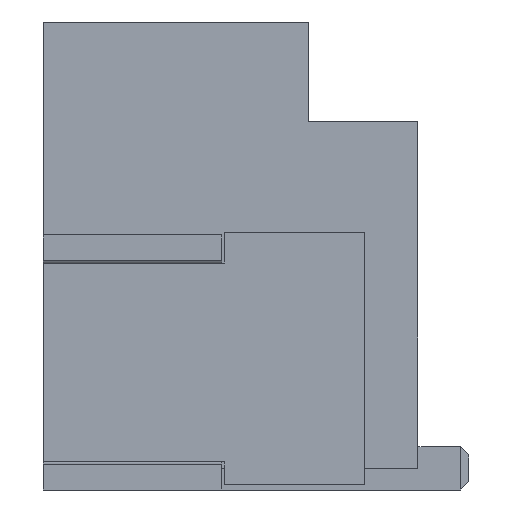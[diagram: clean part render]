
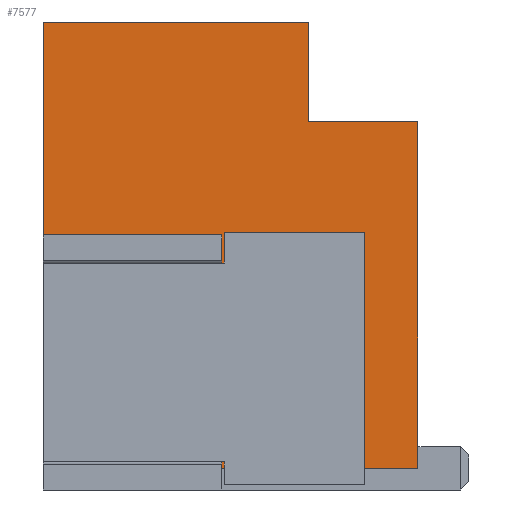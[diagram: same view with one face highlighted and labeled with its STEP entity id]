
A CAD part, left-side view. The second image highlights one B-rep face of the part: STEP entity #7577.
In plain terms, the highlighted planar face has unit normal (-1, 0, 0).
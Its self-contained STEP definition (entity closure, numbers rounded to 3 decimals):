
#696=ORIENTED_EDGE('',*,*,#2855,.F.);
#697=ORIENTED_EDGE('',*,*,#2755,.F.);
#698=ORIENTED_EDGE('',*,*,#2804,.F.);
#699=ORIENTED_EDGE('',*,*,#2848,.T.);
#700=ORIENTED_EDGE('',*,*,#2856,.T.);
#701=ORIENTED_EDGE('',*,*,#2793,.T.);
#702=ORIENTED_EDGE('',*,*,#2775,.T.);
#703=ORIENTED_EDGE('',*,*,#2757,.F.);
#704=ORIENTED_EDGE('',*,*,#2857,.T.);
#705=ORIENTED_EDGE('',*,*,#2858,.T.);
#2755=EDGE_CURVE('',#3856,#3857,#4588,.T.);
#2757=EDGE_CURVE('',#3858,#3859,#4590,.T.);
#2775=EDGE_CURVE('',#3875,#3859,#4608,.T.);
#2793=EDGE_CURVE('',#3892,#3875,#4626,.T.);
#2804=EDGE_CURVE('',#3902,#3856,#4637,.T.);
#2848=EDGE_CURVE('',#3902,#3933,#4681,.T.);
#2855=EDGE_CURVE('',#3857,#3937,#4688,.T.);
#2856=EDGE_CURVE('',#3933,#3892,#4689,.T.);
#2857=EDGE_CURVE('',#3858,#3938,#4690,.T.);
#2858=EDGE_CURVE('',#3938,#3937,#4691,.T.);
#3856=VERTEX_POINT('',#13492);
#3857=VERTEX_POINT('',#13494);
#3858=VERTEX_POINT('',#13496);
#3859=VERTEX_POINT('',#13498);
#3875=VERTEX_POINT('',#13535);
#3892=VERTEX_POINT('',#13573);
#3902=VERTEX_POINT('',#13594);
#3933=VERTEX_POINT('',#13672);
#3937=VERTEX_POINT('',#13687);
#3938=VERTEX_POINT('',#13690);
#4588=LINE('',#13493,#5423);
#4590=LINE('',#13497,#5425);
#4608=LINE('',#13534,#5443);
#4626=LINE('',#13572,#5461);
#4637=LINE('',#13595,#5472);
#4681=LINE('',#13673,#5516);
#4688=LINE('',#13686,#5523);
#4689=LINE('',#13688,#5524);
#4690=LINE('',#13689,#5525);
#4691=LINE('',#13691,#5526);
#5423=VECTOR('',#11714,1000.);
#5425=VECTOR('',#11716,1000.);
#5443=VECTOR('',#11740,1000.);
#5461=VECTOR('',#11764,1000.);
#5472=VECTOR('',#11777,1000.);
#5516=VECTOR('',#11827,1000.);
#5523=VECTOR('',#11840,1000.);
#5524=VECTOR('',#11841,1000.);
#5525=VECTOR('',#11842,1000.);
#5526=VECTOR('',#11843,1000.);
#6194=EDGE_LOOP('',(#696,#697,#698,#699,#700,#701,#702,#703,#704,#705));
#6681=FACE_BOUND('',#6194,.T.);
#7160=PLANE('',#11129);
#7577=ADVANCED_FACE('',(#6681),#7160,.T.);
#11129=AXIS2_PLACEMENT_3D('',#13685,#11838,#11839);
#11714=DIRECTION('',(0.,1.,0.));
#11716=DIRECTION('',(0.,1.,0.));
#11740=DIRECTION('',(0.,0.,-1.));
#11764=DIRECTION('',(0.,1.,0.));
#11777=DIRECTION('',(0.,0.,-1.));
#11827=DIRECTION('',(0.,1.,0.));
#11838=DIRECTION('',(-1.,0.,0.));
#11839=DIRECTION('',(0.,-1.,0.));
#11840=DIRECTION('',(0.,0.,1.));
#11841=DIRECTION('',(0.,0.,1.));
#11842=DIRECTION('',(0.,0.,1.));
#11843=DIRECTION('',(0.,-1.,0.));
#13492=CARTESIAN_POINT('',(-7.327,-1.384,0.216));
#13493=CARTESIAN_POINT('',(-7.327,-1.384,0.216));
#13494=CARTESIAN_POINT('',(-7.327,-0.851,0.216));
#13496=CARTESIAN_POINT('',(-7.327,0.546,0.216));
#13497=CARTESIAN_POINT('',(-7.327,-1.384,0.216));
#13498=CARTESIAN_POINT('',(-7.327,2.349,0.216));
#13534=CARTESIAN_POINT('',(-7.327,2.349,1.588));
#13535=CARTESIAN_POINT('',(-7.327,2.349,4.661));
#13572=CARTESIAN_POINT('',(-7.327,-1.384,4.661));
#13573=CARTESIAN_POINT('',(-7.327,-0.292,4.661));
#13594=CARTESIAN_POINT('',(-7.327,-1.384,3.67));
#13595=CARTESIAN_POINT('',(-7.327,-1.384,1.588));
#13672=CARTESIAN_POINT('',(-7.327,-0.292,3.67));
#13673=CARTESIAN_POINT('',(-7.327,-1.384,3.67));
#13685=CARTESIAN_POINT('',(-7.327,-1.384,1.588));
#13686=CARTESIAN_POINT('',(-7.327,-0.851,0.055));
#13687=CARTESIAN_POINT('',(-7.327,-0.851,2.569));
#13688=CARTESIAN_POINT('',(-7.327,-0.292,3.67));
#13689=CARTESIAN_POINT('',(-7.327,0.546,0.055));
#13690=CARTESIAN_POINT('',(-7.327,0.546,2.569));
#13691=CARTESIAN_POINT('',(-7.327,0.546,2.569));
